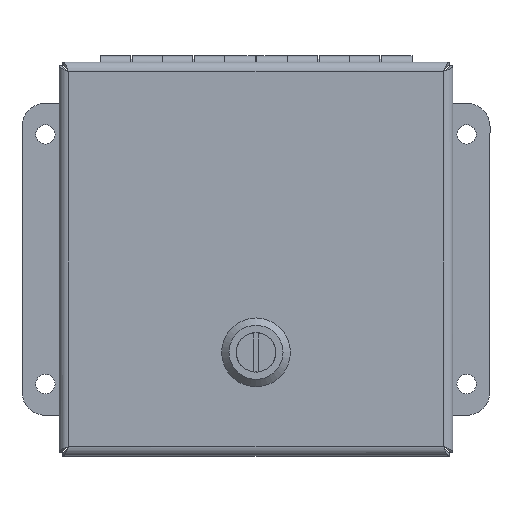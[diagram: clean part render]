
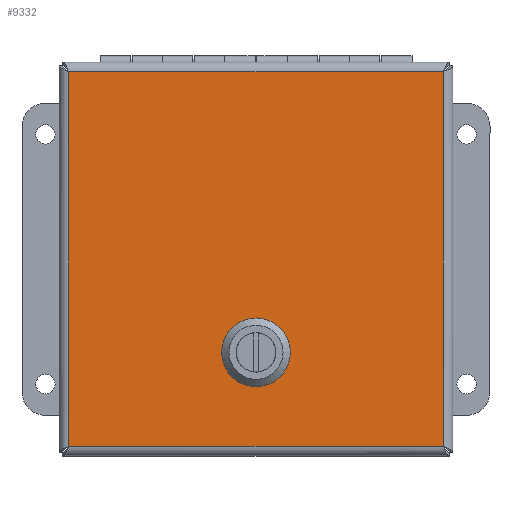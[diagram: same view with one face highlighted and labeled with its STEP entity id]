
A CAD part, top view. The second image highlights one B-rep face of the part: STEP entity #9332.
In plain terms, the highlighted face is planar.
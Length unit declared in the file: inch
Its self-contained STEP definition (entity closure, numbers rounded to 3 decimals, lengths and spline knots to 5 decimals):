
#237=FACE_BOUND('',#1419,.T.);
#509=PLANE('',#9924);
#844=FACE_OUTER_BOUND('',#1418,.T.);
#1418=EDGE_LOOP('',(#6374,#6375,#6376,#6377));
#1419=EDGE_LOOP('',(#6378,#6379,#6380,#6381,#6382,#6383,#6384,#6385));
#2049=LINE('',#13476,#2898);
#2053=LINE('',#13488,#2902);
#2057=LINE('',#13500,#2906);
#2061=LINE('',#13511,#2910);
#2064=LINE('',#13526,#2913);
#2080=LINE('',#13628,#2929);
#2095=LINE('',#13728,#2944);
#2110=LINE('',#13827,#2959);
#2898=VECTOR('',#10803,0.41231);
#2902=VECTOR('',#10815,0.41231);
#2906=VECTOR('',#10827,0.41231);
#2910=VECTOR('',#10839,0.41231);
#2913=VECTOR('',#10844,6.007);
#2929=VECTOR('',#10874,6.007);
#2944=VECTOR('',#10903,6.007);
#2959=VECTOR('',#10932,6.007);
#3745=CIRCLE('',#9881,0.45);
#3747=CIRCLE('',#9885,0.45);
#3749=CIRCLE('',#9889,0.45);
#3751=CIRCLE('',#9893,0.45);
#4067=VERTEX_POINT('',#13466);
#4068=VERTEX_POINT('',#13467);
#4071=VERTEX_POINT('',#13475);
#4073=VERTEX_POINT('',#13481);
#4075=VERTEX_POINT('',#13487);
#4077=VERTEX_POINT('',#13493);
#4079=VERTEX_POINT('',#13499);
#4081=VERTEX_POINT('',#13505);
#4085=VERTEX_POINT('',#13517);
#4086=VERTEX_POINT('',#13525);
#4097=VERTEX_POINT('',#13620);
#4107=VERTEX_POINT('',#13720);
#4891=EDGE_CURVE('',#4067,#4068,#3745,.T.);
#4895=EDGE_CURVE('',#4071,#4067,#2049,.T.);
#4898=EDGE_CURVE('',#4073,#4071,#3747,.T.);
#4901=EDGE_CURVE('',#4075,#4073,#2053,.T.);
#4904=EDGE_CURVE('',#4077,#4075,#3749,.T.);
#4907=EDGE_CURVE('',#4079,#4077,#2057,.T.);
#4910=EDGE_CURVE('',#4081,#4079,#3751,.T.);
#4913=EDGE_CURVE('',#4068,#4081,#2061,.T.);
#4917=EDGE_CURVE('',#4086,#4085,#2064,.T.);
#4937=EDGE_CURVE('',#4085,#4097,#2080,.T.);
#4956=EDGE_CURVE('',#4097,#4107,#2095,.T.);
#4975=EDGE_CURVE('',#4107,#4086,#2110,.T.);
#6374=ORIENTED_EDGE('',*,*,#4917,.T.);
#6375=ORIENTED_EDGE('',*,*,#4937,.T.);
#6376=ORIENTED_EDGE('',*,*,#4956,.T.);
#6377=ORIENTED_EDGE('',*,*,#4975,.T.);
#6378=ORIENTED_EDGE('',*,*,#4891,.T.);
#6379=ORIENTED_EDGE('',*,*,#4913,.T.);
#6380=ORIENTED_EDGE('',*,*,#4910,.T.);
#6381=ORIENTED_EDGE('',*,*,#4907,.T.);
#6382=ORIENTED_EDGE('',*,*,#4904,.T.);
#6383=ORIENTED_EDGE('',*,*,#4901,.T.);
#6384=ORIENTED_EDGE('',*,*,#4898,.T.);
#6385=ORIENTED_EDGE('',*,*,#4895,.T.);
#9332=ADVANCED_FACE('',(#844,#237),#509,.F.);
#9881=AXIS2_PLACEMENT_3D('',#13468,#10795,#10796);
#9885=AXIS2_PLACEMENT_3D('',#13482,#10808,#10809);
#9889=AXIS2_PLACEMENT_3D('',#13494,#10820,#10821);
#9893=AXIS2_PLACEMENT_3D('',#13506,#10832,#10833);
#9924=AXIS2_PLACEMENT_3D('',#13913,#10957,#10958);
#10795=DIRECTION('center_axis',(0.,0.,1.));
#10796=DIRECTION('ref_axis',(-0.889,0.458,0.));
#10803=DIRECTION('',(-1.,0.,0.));
#10808=DIRECTION('center_axis',(0.,0.,1.));
#10809=DIRECTION('ref_axis',(0.458,0.889,0.));
#10815=DIRECTION('',(0.,1.,0.));
#10820=DIRECTION('center_axis',(0.,0.,1.));
#10821=DIRECTION('ref_axis',(0.889,-0.458,0.));
#10827=DIRECTION('',(1.,0.,0.));
#10832=DIRECTION('center_axis',(0.,0.,1.));
#10833=DIRECTION('ref_axis',(-0.458,-0.889,0.));
#10839=DIRECTION('',(0.,-1.,0.));
#10844=DIRECTION('',(0.,-1.,0.));
#10874=DIRECTION('',(-1.,0.,0.));
#10903=DIRECTION('',(0.,1.,0.));
#10932=DIRECTION('',(1.,0.,0.));
#10957=DIRECTION('center_axis',(0.,0.,1.));
#10958=DIRECTION('ref_axis',(1.,0.,0.));
#13466=CARTESIAN_POINT('',(4.44634,3.55625,0.));
#13467=CARTESIAN_POINT('',(4.2525,3.36241,0.));
#13468=CARTESIAN_POINT('Origin',(4.6525,3.15625,0.));
#13475=CARTESIAN_POINT('',(4.85866,3.55625,0.));
#13476=CARTESIAN_POINT('',(4.00745,3.55625,0.));
#13481=CARTESIAN_POINT('',(5.0525,3.36241,0.));
#13482=CARTESIAN_POINT('Origin',(4.6525,3.15625,0.));
#13487=CARTESIAN_POINT('',(5.0525,2.95009,0.));
#13488=CARTESIAN_POINT('',(5.0525,3.05317,0.));
#13493=CARTESIAN_POINT('',(4.85866,2.75625,0.));
#13494=CARTESIAN_POINT('Origin',(4.6525,3.15625,0.));
#13499=CARTESIAN_POINT('',(4.44634,2.75625,0.));
#13500=CARTESIAN_POINT('',(3.8013,2.75625,0.));
#13505=CARTESIAN_POINT('',(4.2525,2.95009,0.));
#13506=CARTESIAN_POINT('Origin',(4.6525,3.15625,0.));
#13511=CARTESIAN_POINT('',(4.2525,3.25933,0.));
#13517=CARTESIAN_POINT('',(6.15975,0.15275,0.));
#13525=CARTESIAN_POINT('',(6.15975,6.15975,0.));
#13526=CARTESIAN_POINT('',(6.15975,4.658,0.));
#13620=CARTESIAN_POINT('',(0.15275,0.15275,0.));
#13628=CARTESIAN_POINT('',(4.658,0.15275,0.));
#13720=CARTESIAN_POINT('',(0.15275,6.15975,0.));
#13728=CARTESIAN_POINT('',(0.15275,1.6545,0.));
#13827=CARTESIAN_POINT('',(1.6545,6.15975,0.));
#13913=CARTESIAN_POINT('Origin',(3.15625,3.15625,0.));
